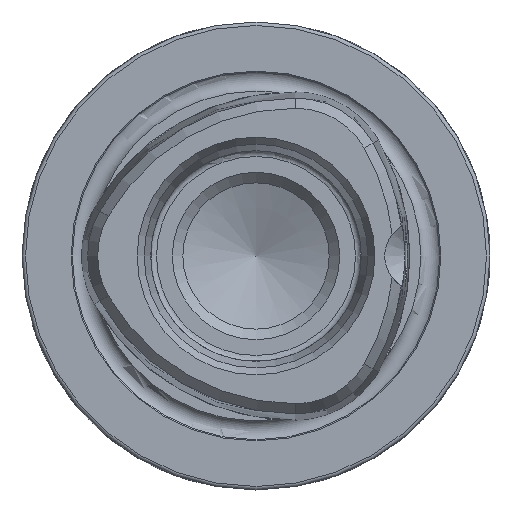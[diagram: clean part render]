
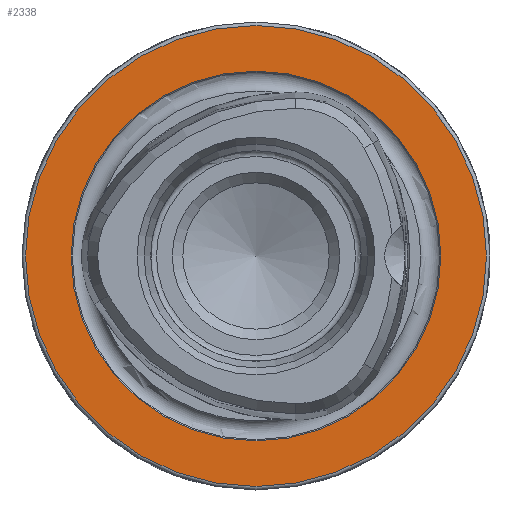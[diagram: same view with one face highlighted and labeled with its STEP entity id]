
A CAD part, left-side view. The second image highlights one B-rep face of the part: STEP entity #2338.
In plain terms, the highlighted planar face has unit normal (-1, 0, 0).
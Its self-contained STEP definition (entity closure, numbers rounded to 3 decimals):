
#76 = DIRECTION ( 'NONE',  ( 0., 0., -1. ) ) ;
#149 = DIRECTION ( 'NONE',  ( -1., 0., 0. ) ) ;
#283 = PLANE ( 'NONE',  #2538 ) ;
#489 = FACE_BOUND ( 'NONE', #2665, .T. ) ;
#680 = EDGE_LOOP ( 'NONE', ( #2217 ) ) ;
#845 = ORIENTED_EDGE ( 'NONE', *, *, #1683, .F. ) ;
#888 = VERTEX_POINT ( 'NONE', #1810 ) ;
#915 = FACE_OUTER_BOUND ( 'NONE', #680, .T. ) ;
#993 = DIRECTION ( 'NONE',  ( 0., 0., 1. ) ) ;
#1101 = CIRCLE ( 'NONE', #3027, 19.7 ) ;
#1134 = DIRECTION ( 'NONE',  ( 0., 0., 1. ) ) ;
#1237 = DIRECTION ( 'NONE',  ( -1., 0., 0. ) ) ;
#1241 = DIRECTION ( 'NONE',  ( 1., 0., 0. ) ) ;
#1274 = CARTESIAN_POINT ( 'NONE',  ( 0., 15.8, 0. ) ) ;
#1383 = CARTESIAN_POINT ( 'NONE',  ( 0., 0., 0. ) ) ;
#1683 = EDGE_CURVE ( 'NONE', #3120, #3120, #3028, .T. ) ;
#1810 = CARTESIAN_POINT ( 'NONE',  ( 0., 0., 19.7 ) ) ;
#1942 = CARTESIAN_POINT ( 'NONE',  ( 0., 0., 0. ) ) ;
#2217 = ORIENTED_EDGE ( 'NONE', *, *, #2658, .T. ) ;
#2338 = ADVANCED_FACE ( 'NONE', ( #489, #915 ), #283, .F. ) ;
#2460 = AXIS2_PLACEMENT_3D ( 'NONE', #1383, #149, #1134 ) ;
#2538 = AXIS2_PLACEMENT_3D ( 'NONE', #1274, #1241, #76 ) ;
#2658 = EDGE_CURVE ( 'NONE', #888, #888, #1101, .T. ) ;
#2665 = EDGE_LOOP ( 'NONE', ( #845 ) ) ;
#3027 = AXIS2_PLACEMENT_3D ( 'NONE', #1942, #1237, #993 ) ;
#3028 = CIRCLE ( 'NONE', #2460, 15.8 ) ;
#3050 = CARTESIAN_POINT ( 'NONE',  ( 0., 0., 15.8 ) ) ;
#3120 = VERTEX_POINT ( 'NONE', #3050 ) ;
